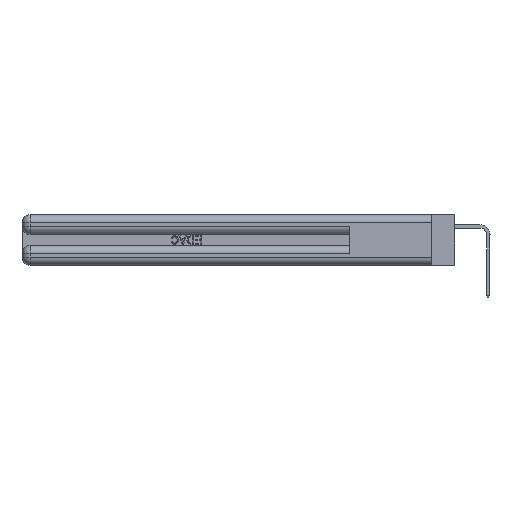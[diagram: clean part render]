
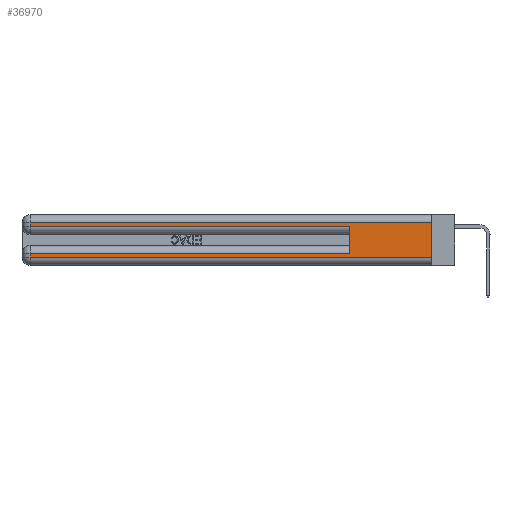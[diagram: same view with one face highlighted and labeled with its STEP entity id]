
A CAD part, left-side view. The second image highlights one B-rep face of the part: STEP entity #36970.
In plain terms, the highlighted planar face has unit normal (-1, 0, 0).
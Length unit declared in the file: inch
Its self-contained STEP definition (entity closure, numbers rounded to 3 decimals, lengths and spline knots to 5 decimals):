
#182 = DIRECTION ( 'NONE',  ( 1., 0., 0. ) ) ;
#2263 = FACE_OUTER_BOUND ( 'NONE', #40742, .T. ) ;
#2419 = LINE ( 'NONE', #30284, #10065 ) ;
#2499 = CARTESIAN_POINT ( 'NONE',  ( 0., 0.6, 0.285 ) ) ;
#2841 = EDGE_CURVE ( 'NONE', #6638, #34289, #2419, .T. ) ;
#3629 = LINE ( 'NONE', #8295, #11282 ) ;
#4207 = CARTESIAN_POINT ( 'NONE',  ( 0., 0., 0.31 ) ) ;
#5846 = EDGE_CURVE ( 'NONE', #32152, #37429, #14980, .T. ) ;
#5967 = LINE ( 'NONE', #30844, #13580 ) ;
#6176 = VECTOR ( 'NONE', #16680, 39.37008 ) ;
#6638 = VERTEX_POINT ( 'NONE', #4207 ) ;
#7128 = CARTESIAN_POINT ( 'NONE',  ( 0., 0.6, 0.085 ) ) ;
#7486 = CARTESIAN_POINT ( 'NONE',  ( 0., 2.94, 0.285 ) ) ;
#8004 = VERTEX_POINT ( 'NONE', #22282 ) ;
#8295 = CARTESIAN_POINT ( 'NONE',  ( 0., 0., 0.085 ) ) ;
#9063 = ORIENTED_EDGE ( 'NONE', *, *, #5846, .F. ) ;
#10065 = VECTOR ( 'NONE', #33473, 39.37008 ) ;
#11282 = VECTOR ( 'NONE', #11580, 39.37008 ) ;
#11580 = DIRECTION ( 'NONE',  ( 0., 1., 0. ) ) ;
#13218 = PLANE ( 'NONE',  #29629 ) ;
#13580 = VECTOR ( 'NONE', #15040, 39.37008 ) ;
#14980 = LINE ( 'NONE', #28380, #20471 ) ;
#15040 = DIRECTION ( 'NONE',  ( 0., -1., 0. ) ) ;
#15969 = ORIENTED_EDGE ( 'NONE', *, *, #29432, .T. ) ;
#16071 = VERTEX_POINT ( 'NONE', #33863 ) ;
#16147 = CARTESIAN_POINT ( 'NONE',  ( 0., 2.94, 0.06 ) ) ;
#16500 = LINE ( 'NONE', #33167, #32375 ) ;
#16680 = DIRECTION ( 'NONE',  ( 0., 1., 0. ) ) ;
#16697 = VECTOR ( 'NONE', #24048, 39.37008 ) ;
#16822 = VECTOR ( 'NONE', #17875, 39.37008 ) ;
#17150 = ORIENTED_EDGE ( 'NONE', *, *, #40770, .T. ) ;
#17499 = ORIENTED_EDGE ( 'NONE', *, *, #39981, .T. ) ;
#17818 = LINE ( 'NONE', #36821, #16822 ) ;
#17875 = DIRECTION ( 'NONE',  ( 0., 0., -1. ) ) ;
#18834 = EDGE_CURVE ( 'NONE', #40062, #37429, #25147, .T. ) ;
#19659 = CARTESIAN_POINT ( 'NONE',  ( 0., 0., 0.37 ) ) ;
#20471 = VECTOR ( 'NONE', #31561, 39.37008 ) ;
#22282 = CARTESIAN_POINT ( 'NONE',  ( 0., 2.94, 0.31 ) ) ;
#22832 = DIRECTION ( 'NONE',  ( 0., 0., -1. ) ) ;
#23081 = CARTESIAN_POINT ( 'NONE',  ( 0., 0., 0.31 ) ) ;
#24048 = DIRECTION ( 'NONE',  ( 0., -1., 0. ) ) ;
#24641 = CARTESIAN_POINT ( 'NONE',  ( 0., 0., 0.06 ) ) ;
#25147 = LINE ( 'NONE', #33454, #16697 ) ;
#28380 = CARTESIAN_POINT ( 'NONE',  ( 0., 0.6, 0.145 ) ) ;
#28725 = ORIENTED_EDGE ( 'NONE', *, *, #32345, .T. ) ;
#29432 = EDGE_CURVE ( 'NONE', #8004, #40062, #17818, .T. ) ;
#29629 = AXIS2_PLACEMENT_3D ( 'NONE', #19659, #182, #22832 ) ;
#30271 = VERTEX_POINT ( 'NONE', #16147 ) ;
#30284 = CARTESIAN_POINT ( 'NONE',  ( 0., 0., 0.37 ) ) ;
#30844 = CARTESIAN_POINT ( 'NONE',  ( 0., 0., 0.06 ) ) ;
#31309 = ORIENTED_EDGE ( 'NONE', *, *, #2841, .F. ) ;
#31561 = DIRECTION ( 'NONE',  ( 0., 0., 1. ) ) ;
#32152 = VERTEX_POINT ( 'NONE', #7128 ) ;
#32345 = EDGE_CURVE ( 'NONE', #30271, #34289, #5967, .T. ) ;
#32375 = VECTOR ( 'NONE', #39489, 39.37008 ) ;
#32968 = ORIENTED_EDGE ( 'NONE', *, *, #18834, .T. ) ;
#33167 = CARTESIAN_POINT ( 'NONE',  ( 0., 2.94, 0.37 ) ) ;
#33454 = CARTESIAN_POINT ( 'NONE',  ( 0., 0., 0.285 ) ) ;
#33473 = DIRECTION ( 'NONE',  ( 0., 0., -1. ) ) ;
#33863 = CARTESIAN_POINT ( 'NONE',  ( 0., 2.94, 0.085 ) ) ;
#34069 = ORIENTED_EDGE ( 'NONE', *, *, #36555, .T. ) ;
#34289 = VERTEX_POINT ( 'NONE', #24641 ) ;
#36555 = EDGE_CURVE ( 'NONE', #16071, #30271, #16500, .T. ) ;
#36821 = CARTESIAN_POINT ( 'NONE',  ( 0., 2.94, 0.37 ) ) ;
#36970 = ADVANCED_FACE ( 'NONE', ( #2263 ), #13218, .F. ) ;
#37429 = VERTEX_POINT ( 'NONE', #2499 ) ;
#39489 = DIRECTION ( 'NONE',  ( 0., 0., -1. ) ) ;
#39981 = EDGE_CURVE ( 'NONE', #6638, #8004, #41006, .T. ) ;
#40062 = VERTEX_POINT ( 'NONE', #7486 ) ;
#40742 = EDGE_LOOP ( 'NONE', ( #31309, #17499, #15969, #32968, #9063, #17150, #34069, #28725 ) ) ;
#40770 = EDGE_CURVE ( 'NONE', #32152, #16071, #3629, .T. ) ;
#41006 = LINE ( 'NONE', #23081, #6176 ) ;
